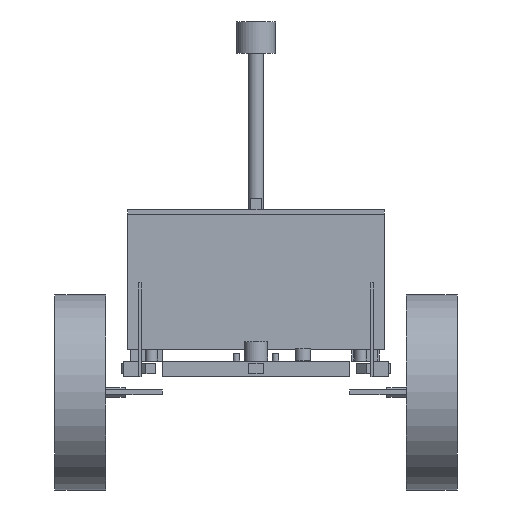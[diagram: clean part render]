
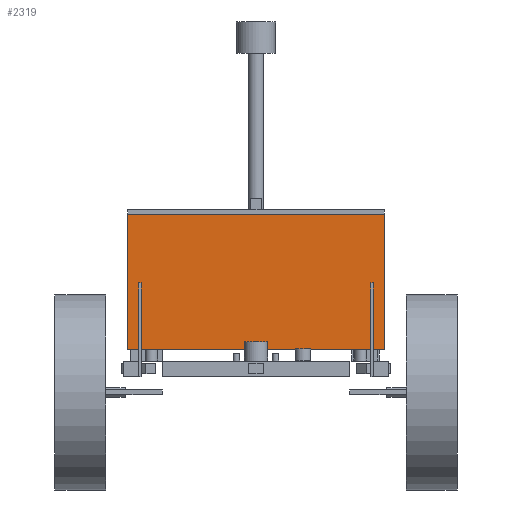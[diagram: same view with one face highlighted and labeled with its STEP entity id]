
A CAD part, left-side view. The second image highlights one B-rep face of the part: STEP entity #2319.
In plain terms, the highlighted planar face has unit normal (-1, 0, 0).
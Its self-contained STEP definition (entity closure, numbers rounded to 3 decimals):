
#2319 = ADVANCED_FACE('',(#2320),#2334,.F.);
#2320 = FACE_BOUND('',#2321,.F.);
#2321 = EDGE_LOOP('',(#2322,#2357,#2385,#2413));
#2322 = ORIENTED_EDGE('',*,*,#2323,.F.);
#2323 = EDGE_CURVE('',#2324,#2326,#2328,.T.);
#2324 = VERTEX_POINT('',#2325);
#2325 = CARTESIAN_POINT('',(-207.5,-164.,-86.5));
#2326 = VERTEX_POINT('',#2327);
#2327 = CARTESIAN_POINT('',(-207.5,-164.,86.5));
#2328 = SURFACE_CURVE('',#2329,(#2333,#2345),.PCURVE_S1.);
#2329 = LINE('',#2330,#2331);
#2330 = CARTESIAN_POINT('',(-207.5,-164.,-86.5));
#2331 = VECTOR('',#2332,1.);
#2332 = DIRECTION('',(0.,0.,1.));
#2333 = PCURVE('',#2334,#2339);
#2334 = PLANE('',#2335);
#2335 = AXIS2_PLACEMENT_3D('',#2336,#2337,#2338);
#2336 = CARTESIAN_POINT('',(-207.5,-164.,-86.5));
#2337 = DIRECTION('',(1.,0.,0.));
#2338 = DIRECTION('',(0.,0.,1.));
#2339 = DEFINITIONAL_REPRESENTATION('',(#2340),#2344);
#2340 = LINE('',#2341,#2342);
#2341 = CARTESIAN_POINT('',(0.,0.));
#2342 = VECTOR('',#2343,1.);
#2343 = DIRECTION('',(1.,0.));
#2344 = ( GEOMETRIC_REPRESENTATION_CONTEXT(2) 
PARAMETRIC_REPRESENTATION_CONTEXT() REPRESENTATION_CONTEXT('2D SPACE',''
  ) );
#2345 = PCURVE('',#2346,#2351);
#2346 = PLANE('',#2347);
#2347 = AXIS2_PLACEMENT_3D('',#2348,#2349,#2350);
#2348 = CARTESIAN_POINT('',(-207.5,-164.,-86.5));
#2349 = DIRECTION('',(0.,1.,0.));
#2350 = DIRECTION('',(0.,0.,1.));
#2351 = DEFINITIONAL_REPRESENTATION('',(#2352),#2356);
#2352 = LINE('',#2353,#2354);
#2353 = CARTESIAN_POINT('',(0.,0.));
#2354 = VECTOR('',#2355,1.);
#2355 = DIRECTION('',(1.,0.));
#2356 = ( GEOMETRIC_REPRESENTATION_CONTEXT(2) 
PARAMETRIC_REPRESENTATION_CONTEXT() REPRESENTATION_CONTEXT('2D SPACE',''
  ) );
#2357 = ORIENTED_EDGE('',*,*,#2358,.T.);
#2358 = EDGE_CURVE('',#2324,#2359,#2361,.T.);
#2359 = VERTEX_POINT('',#2360);
#2360 = CARTESIAN_POINT('',(-207.5,164.,-86.5));
#2361 = SURFACE_CURVE('',#2362,(#2366,#2373),.PCURVE_S1.);
#2362 = LINE('',#2363,#2364);
#2363 = CARTESIAN_POINT('',(-207.5,-164.,-86.5));
#2364 = VECTOR('',#2365,1.);
#2365 = DIRECTION('',(0.,1.,0.));
#2366 = PCURVE('',#2334,#2367);
#2367 = DEFINITIONAL_REPRESENTATION('',(#2368),#2372);
#2368 = LINE('',#2369,#2370);
#2369 = CARTESIAN_POINT('',(0.,0.));
#2370 = VECTOR('',#2371,1.);
#2371 = DIRECTION('',(0.,-1.));
#2372 = ( GEOMETRIC_REPRESENTATION_CONTEXT(2) 
PARAMETRIC_REPRESENTATION_CONTEXT() REPRESENTATION_CONTEXT('2D SPACE',''
  ) );
#2373 = PCURVE('',#2374,#2379);
#2374 = PLANE('',#2375);
#2375 = AXIS2_PLACEMENT_3D('',#2376,#2377,#2378);
#2376 = CARTESIAN_POINT('',(-207.5,-164.,-86.5));
#2377 = DIRECTION('',(0.,0.,1.));
#2378 = DIRECTION('',(1.,0.,0.));
#2379 = DEFINITIONAL_REPRESENTATION('',(#2380),#2384);
#2380 = LINE('',#2381,#2382);
#2381 = CARTESIAN_POINT('',(0.,0.));
#2382 = VECTOR('',#2383,1.);
#2383 = DIRECTION('',(0.,1.));
#2384 = ( GEOMETRIC_REPRESENTATION_CONTEXT(2) 
PARAMETRIC_REPRESENTATION_CONTEXT() REPRESENTATION_CONTEXT('2D SPACE',''
  ) );
#2385 = ORIENTED_EDGE('',*,*,#2386,.T.);
#2386 = EDGE_CURVE('',#2359,#2387,#2389,.T.);
#2387 = VERTEX_POINT('',#2388);
#2388 = CARTESIAN_POINT('',(-207.5,164.,86.5));
#2389 = SURFACE_CURVE('',#2390,(#2394,#2401),.PCURVE_S1.);
#2390 = LINE('',#2391,#2392);
#2391 = CARTESIAN_POINT('',(-207.5,164.,-86.5));
#2392 = VECTOR('',#2393,1.);
#2393 = DIRECTION('',(0.,0.,1.));
#2394 = PCURVE('',#2334,#2395);
#2395 = DEFINITIONAL_REPRESENTATION('',(#2396),#2400);
#2396 = LINE('',#2397,#2398);
#2397 = CARTESIAN_POINT('',(0.,-328.));
#2398 = VECTOR('',#2399,1.);
#2399 = DIRECTION('',(1.,0.));
#2400 = ( GEOMETRIC_REPRESENTATION_CONTEXT(2) 
PARAMETRIC_REPRESENTATION_CONTEXT() REPRESENTATION_CONTEXT('2D SPACE',''
  ) );
#2401 = PCURVE('',#2402,#2407);
#2402 = PLANE('',#2403);
#2403 = AXIS2_PLACEMENT_3D('',#2404,#2405,#2406);
#2404 = CARTESIAN_POINT('',(-207.5,164.,-86.5));
#2405 = DIRECTION('',(0.,1.,0.));
#2406 = DIRECTION('',(0.,0.,1.));
#2407 = DEFINITIONAL_REPRESENTATION('',(#2408),#2412);
#2408 = LINE('',#2409,#2410);
#2409 = CARTESIAN_POINT('',(0.,0.));
#2410 = VECTOR('',#2411,1.);
#2411 = DIRECTION('',(1.,0.));
#2412 = ( GEOMETRIC_REPRESENTATION_CONTEXT(2) 
PARAMETRIC_REPRESENTATION_CONTEXT() REPRESENTATION_CONTEXT('2D SPACE',''
  ) );
#2413 = ORIENTED_EDGE('',*,*,#2414,.F.);
#2414 = EDGE_CURVE('',#2326,#2387,#2415,.T.);
#2415 = SURFACE_CURVE('',#2416,(#2420,#2427),.PCURVE_S1.);
#2416 = LINE('',#2417,#2418);
#2417 = CARTESIAN_POINT('',(-207.5,-164.,86.5));
#2418 = VECTOR('',#2419,1.);
#2419 = DIRECTION('',(0.,1.,0.));
#2420 = PCURVE('',#2334,#2421);
#2421 = DEFINITIONAL_REPRESENTATION('',(#2422),#2426);
#2422 = LINE('',#2423,#2424);
#2423 = CARTESIAN_POINT('',(173.,0.));
#2424 = VECTOR('',#2425,1.);
#2425 = DIRECTION('',(0.,-1.));
#2426 = ( GEOMETRIC_REPRESENTATION_CONTEXT(2) 
PARAMETRIC_REPRESENTATION_CONTEXT() REPRESENTATION_CONTEXT('2D SPACE',''
  ) );
#2427 = PCURVE('',#2428,#2433);
#2428 = PLANE('',#2429);
#2429 = AXIS2_PLACEMENT_3D('',#2430,#2431,#2432);
#2430 = CARTESIAN_POINT('',(-207.5,-164.,86.5));
#2431 = DIRECTION('',(0.,0.,1.));
#2432 = DIRECTION('',(1.,0.,0.));
#2433 = DEFINITIONAL_REPRESENTATION('',(#2434),#2438);
#2434 = LINE('',#2435,#2436);
#2435 = CARTESIAN_POINT('',(0.,0.));
#2436 = VECTOR('',#2437,1.);
#2437 = DIRECTION('',(0.,1.));
#2438 = ( GEOMETRIC_REPRESENTATION_CONTEXT(2) 
PARAMETRIC_REPRESENTATION_CONTEXT() REPRESENTATION_CONTEXT('2D SPACE',''
  ) );
